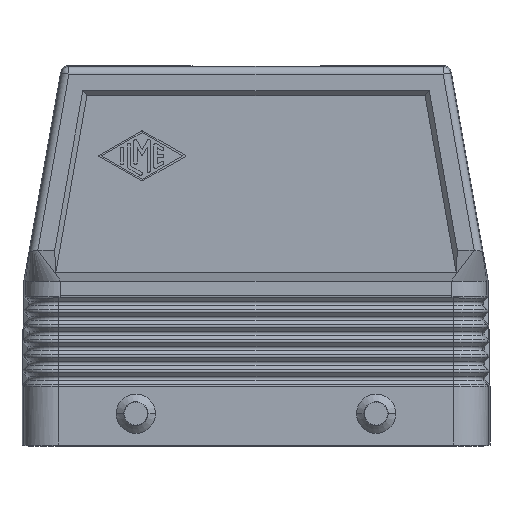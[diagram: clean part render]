
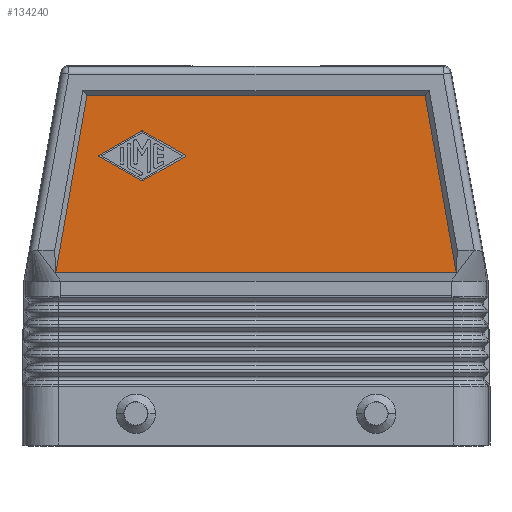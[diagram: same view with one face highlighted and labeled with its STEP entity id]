
A CAD part, left-side view. The second image highlights one B-rep face of the part: STEP entity #134240.
In plain terms, the highlighted planar face has unit normal (-1, 0, 0).
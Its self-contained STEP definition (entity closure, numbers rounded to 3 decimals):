
#2070=CARTESIAN_POINT('',(374.083,48.488,
58.088));
#2080=VERTEX_POINT('',#2070);
#2250=CARTESIAN_POINT('',(374.083,40.072,
53.277));
#2260=VERTEX_POINT('',#2250);
#2290=CARTESIAN_POINT('',(374.083,44.373,
55.735));
#2300=DIRECTION('',(0.,0.868,0.496));
#2310=VECTOR('',#2300,1.);
#2320=LINE('',#2290,#2310);
#2330=EDGE_CURVE('',#2260,#2080,#2320,.T.);
#66160=CARTESIAN_POINT('',(374.083,48.488,
58.377));
#66170=VERTEX_POINT('',#66160);
#66300=CARTESIAN_POINT('',(374.083,48.405,
58.233));
#66310=DIRECTION('',(-1.,0.,0.));
#66320=DIRECTION('',(0.,-1.,0.));
#66330=AXIS2_PLACEMENT_3D('',#66300,#66310,#66320);
#66340=CIRCLE('',#66330,0.167);
#66350=EDGE_CURVE('',#66170,#2080,#66340,.T.);
#67440=CARTESIAN_POINT('',(374.083,39.741,
53.277));
#67450=VERTEX_POINT('',#67440);
#67620=CARTESIAN_POINT('',(374.083,31.324,
58.088));
#67630=VERTEX_POINT('',#67620);
#67660=CARTESIAN_POINT('',(374.083,44.373,
50.63));
#67670=DIRECTION('',(0.,0.868,-0.496));
#67680=VECTOR('',#67670,1.);
#67690=LINE('',#67660,#67680);
#67700=EDGE_CURVE('',#67630,#67450,#67690,.T.);
#82600=CARTESIAN_POINT('',(374.083,31.324,
58.377));
#82610=VERTEX_POINT('',#82600);
#82780=CARTESIAN_POINT('',(374.083,39.741,
63.188));
#82790=VERTEX_POINT('',#82780);
#82820=CARTESIAN_POINT('',(374.083,44.373,
65.836));
#82830=DIRECTION('',(0.,-0.868,-0.496));
#82840=VECTOR('',#82830,1.);
#82850=LINE('',#82820,#82840);
#82860=EDGE_CURVE('',#82790,#82610,#82850,.T.);
#83070=CARTESIAN_POINT('',(374.083,40.072,
63.188));
#83080=VERTEX_POINT('',#83070);
#83200=CARTESIAN_POINT('',(374.083,44.373,
60.73));
#83210=DIRECTION('',(0.,-0.868,0.496));
#83220=VECTOR('',#83210,1.);
#83230=LINE('',#83200,#83220);
#83240=EDGE_CURVE('',#66170,#83080,#83230,.T.);
#91040=CARTESIAN_POINT('',(374.083,-12.317,
48.893));
#91050=DIRECTION('',(1.,0.,0.));
#91060=DIRECTION('',(0.,1.,0.));
#91070=AXIS2_PLACEMENT_3D('',#91040,#91050,#91060);
#91080=PLANE('',#91070);
#114750=CARTESIAN_POINT('',(374.083,39.906,
62.899));
#114760=DIRECTION('',(-1.,0.,0.));
#114770=DIRECTION('',(0.,-1.,0.));
#114780=AXIS2_PLACEMENT_3D('',#114750,#114760,#114770);
#114790=CIRCLE('',#114780,0.333);
#114800=EDGE_CURVE('',#82790,#83080,#114790,.T.);
#115810=CARTESIAN_POINT('',(374.083,31.407,
58.233));
#115820=DIRECTION('',(-1.,0.,0.));
#115830=DIRECTION('',(0.,-1.,0.));
#115840=AXIS2_PLACEMENT_3D('',#115810,#115820,#115830);
#115850=CIRCLE('',#115840,0.167);
#115860=EDGE_CURVE('',#67630,#82610,#115850,.T.);
#128120=CARTESIAN_POINT('',(374.083,39.906,
53.566));
#128130=DIRECTION('',(-1.,0.,0.));
#128140=DIRECTION('',(0.,-1.,0.));
#128150=AXIS2_PLACEMENT_3D('',#128120,#128130,#128140);
#128160=CIRCLE('',#128150,0.333);
#128170=EDGE_CURVE('',#2260,#67450,#128160,.T.);
#133200=CARTESIAN_POINT('',(374.083,50.926,
70.233));
#133210=VERTEX_POINT('',#133200);
#133380=CARTESIAN_POINT('',(374.083,-16.613,
70.233));
#133390=VERTEX_POINT('',#133380);
#133420=CARTESIAN_POINT('',(374.083,44.373,
70.233));
#133430=DIRECTION('',(0.,1.,0.));
#133440=VECTOR('',#133430,1.);
#133450=LINE('',#133420,#133440);
#133460=EDGE_CURVE('',#133390,#133210,#133450,.T.);
#133690=CARTESIAN_POINT('',(374.083,-22.843,
34.87));
#133700=VERTEX_POINT('',#133690);
#133730=CARTESIAN_POINT('',(374.083,-26.831,
12.233));
#133740=DIRECTION('',(0.,0.174,0.985));
#133750=VECTOR('',#133740,1.);
#133760=LINE('',#133730,#133750);
#133770=EDGE_CURVE('',#133700,#133390,#133760,.T.);
#133960=ORIENTED_EDGE('',*,*,#115860,.F.);
#133970=ORIENTED_EDGE('',*,*,#82860,.T.);
#133980=ORIENTED_EDGE('',*,*,#114800,.F.);
#133990=ORIENTED_EDGE('',*,*,#83240,.T.);
#134000=ORIENTED_EDGE('',*,*,#66350,.F.);
#134010=ORIENTED_EDGE('',*,*,#2330,.T.);
#134020=ORIENTED_EDGE('',*,*,#128170,.F.);
#134030=ORIENTED_EDGE('',*,*,#67700,.T.);
#134040=EDGE_LOOP('',(#134030,#134020,#134010,#134000,#133990,#133980,
#133970,#133960));
#134050=FACE_BOUND('',#134040,.T.);
#134060=CARTESIAN_POINT('',(374.083,44.373,
34.87));
#134070=DIRECTION('',(0.,1.,0.));
#134080=VECTOR('',#134070,1.);
#134090=LINE('',#134060,#134080);
#134100=CARTESIAN_POINT('',(374.083,57.156,
34.87));
#134110=VERTEX_POINT('',#134100);
#134120=EDGE_CURVE('',#133700,#134110,#134090,.T.);
#134130=ORIENTED_EDGE('',*,*,#134120,.F.);
#134140=CARTESIAN_POINT('',(374.083,61.144,
12.233));
#134150=DIRECTION('',(0.,-0.174,0.985));
#134160=VECTOR('',#134150,1.);
#134170=LINE('',#134140,#134160);
#134180=EDGE_CURVE('',#134110,#133210,#134170,.T.);
#134190=ORIENTED_EDGE('',*,*,#134180,.F.);
#134200=ORIENTED_EDGE('',*,*,#133460,.T.);
#134210=ORIENTED_EDGE('',*,*,#133770,.T.);
#134220=EDGE_LOOP('',(#134210,#134200,#134190,#134130));
#134230=FACE_OUTER_BOUND('',#134220,.T.);
#134240=ADVANCED_FACE('',(#134050,#134230),#91080,.F.);
